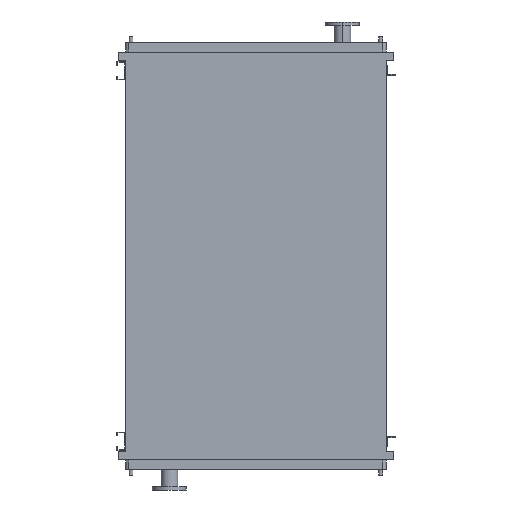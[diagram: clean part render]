
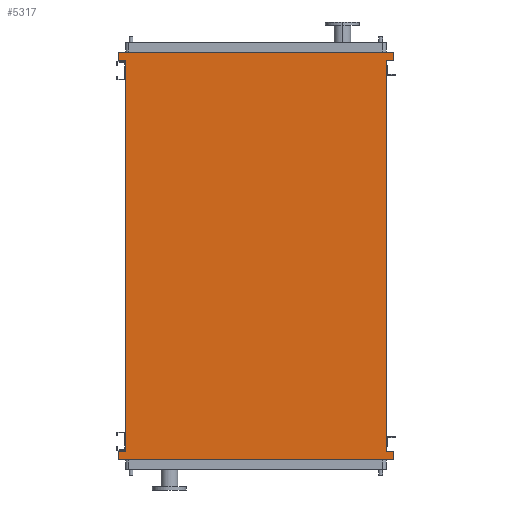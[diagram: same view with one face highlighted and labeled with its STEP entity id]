
A CAD part, front view. The second image highlights one B-rep face of the part: STEP entity #5317.
In plain terms, the highlighted planar face has unit normal (0, -1, 0).
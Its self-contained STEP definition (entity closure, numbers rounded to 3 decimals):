
#81 = ORIENTED_EDGE ( 'NONE', *, *, #8832, .F. ) ;
#116 = EDGE_CURVE ( 'NONE', #317, #6750, #6287, .T. ) ;
#275 = PLANE ( 'NONE',  #10201 ) ;
#317 = VERTEX_POINT ( 'NONE', #9407 ) ;
#364 = LINE ( 'NONE', #8048, #886 ) ;
#401 = CARTESIAN_POINT ( 'NONE',  ( -891., 0., -2493. ) ) ;
#487 = VECTOR ( 'NONE', #8983, 1000. ) ;
#602 = ORIENTED_EDGE ( 'NONE', *, *, #6807, .F. ) ;
#886 = VECTOR ( 'NONE', #7815, 1000. ) ;
#894 = CARTESIAN_POINT ( 'NONE',  ( 891., 0., -2545. ) ) ;
#1065 = LINE ( 'NONE', #5985, #3230 ) ;
#1120 = ORIENTED_EDGE ( 'NONE', *, *, #6884, .T. ) ;
#1180 = CARTESIAN_POINT ( 'NONE',  ( 891., 0., 95. ) ) ;
#1327 = CARTESIAN_POINT ( 'NONE',  ( 845., 0., -2493. ) ) ;
#1442 = LINE ( 'NONE', #7755, #4464 ) ;
#1559 = EDGE_CURVE ( 'NONE', #10598, #8750, #8813, .T. ) ;
#1725 = DIRECTION ( 'NONE',  ( -1., 0., 0. ) ) ;
#2007 = ORIENTED_EDGE ( 'NONE', *, *, #11044, .F. ) ;
#2026 = VECTOR ( 'NONE', #10848, 1000. ) ;
#2080 = DIRECTION ( 'NONE',  ( 0., 0., -1. ) ) ;
#2082 = VECTOR ( 'NONE', #2080, 1000. ) ;
#2230 = LINE ( 'NONE', #8873, #487 ) ;
#2406 = DIRECTION ( 'NONE',  ( 0., 0., -1. ) ) ;
#2736 = VECTOR ( 'NONE', #3196, 1000. ) ;
#3097 = CARTESIAN_POINT ( 'NONE',  ( 891., 0., -2545. ) ) ;
#3196 = DIRECTION ( 'NONE',  ( 0., 0., 1. ) ) ;
#3230 = VECTOR ( 'NONE', #1725, 1000. ) ;
#3280 = ORIENTED_EDGE ( 'NONE', *, *, #10964, .F. ) ;
#3301 = EDGE_LOOP ( 'NONE', ( #1120, #9906, #9606, #81, #6454, #602, #3280, #8970, #2007, #7251, #10456, #4883 ) ) ;
#3397 = VECTOR ( 'NONE', #8281, 1000. ) ;
#3495 = DIRECTION ( 'NONE',  ( -1., 0., 0. ) ) ;
#3859 = CARTESIAN_POINT ( 'NONE',  ( 891., 0., 43. ) ) ;
#3943 = CARTESIAN_POINT ( 'NONE',  ( -891., 0., -2493. ) ) ;
#4081 = LINE ( 'NONE', #9197, #6805 ) ;
#4201 = EDGE_CURVE ( 'NONE', #10046, #7618, #2230, .T. ) ;
#4464 = VECTOR ( 'NONE', #3495, 1000. ) ;
#4534 = FACE_OUTER_BOUND ( 'NONE', #3301, .T. ) ;
#4535 = CARTESIAN_POINT ( 'NONE',  ( -891., 0., -2545. ) ) ;
#4860 = CARTESIAN_POINT ( 'NONE',  ( -891., 0., 95. ) ) ;
#4883 = ORIENTED_EDGE ( 'NONE', *, *, #4201, .F. ) ;
#5200 = DIRECTION ( 'NONE',  ( 0., -1., 0. ) ) ;
#5317 = ADVANCED_FACE ( 'NONE', ( #4534 ), #275, .T. ) ;
#5540 = LINE ( 'NONE', #401, #8801 ) ;
#5685 = CARTESIAN_POINT ( 'NONE',  ( -891., 0., 95. ) ) ;
#5737 = VERTEX_POINT ( 'NONE', #3943 ) ;
#5742 = LINE ( 'NONE', #5685, #3397 ) ;
#5881 = CARTESIAN_POINT ( 'NONE',  ( -891., 0., -2545. ) ) ;
#5985 = CARTESIAN_POINT ( 'NONE',  ( 845., 0., 43. ) ) ;
#6032 = CARTESIAN_POINT ( 'NONE',  ( -891., 0., 43. ) ) ;
#6287 = LINE ( 'NONE', #3859, #2082 ) ;
#6454 = ORIENTED_EDGE ( 'NONE', *, *, #7649, .F. ) ;
#6469 = EDGE_CURVE ( 'NONE', #7618, #10598, #4081, .T. ) ;
#6553 = VECTOR ( 'NONE', #10395, 1000. ) ;
#6560 = EDGE_CURVE ( 'NONE', #6750, #7879, #1065, .T. ) ;
#6668 = CARTESIAN_POINT ( 'NONE',  ( -845., 0., -2450. ) ) ;
#6750 = VERTEX_POINT ( 'NONE', #9714 ) ;
#6805 = VECTOR ( 'NONE', #2406, 1000. ) ;
#6807 = EDGE_CURVE ( 'NONE', #8589, #7066, #1442, .T. ) ;
#6818 = VERTEX_POINT ( 'NONE', #4860 ) ;
#6884 = EDGE_CURVE ( 'NONE', #10046, #7879, #364, .T. ) ;
#7066 = VERTEX_POINT ( 'NONE', #6032 ) ;
#7221 = CARTESIAN_POINT ( 'NONE',  ( 891., 0., -2493. ) ) ;
#7251 = ORIENTED_EDGE ( 'NONE', *, *, #1559, .F. ) ;
#7427 = DIRECTION ( 'NONE',  ( 1., 0., 0. ) ) ;
#7618 = VERTEX_POINT ( 'NONE', #7221 ) ;
#7649 = EDGE_CURVE ( 'NONE', #7066, #6818, #5742, .T. ) ;
#7755 = CARTESIAN_POINT ( 'NONE',  ( -891., 0., 43. ) ) ;
#7815 = DIRECTION ( 'NONE',  ( 0., 0., 1. ) ) ;
#7879 = VERTEX_POINT ( 'NONE', #11109 ) ;
#8048 = CARTESIAN_POINT ( 'NONE',  ( 845., 0., -2450. ) ) ;
#8248 = LINE ( 'NONE', #6668, #2026 ) ;
#8281 = DIRECTION ( 'NONE',  ( 0., 0., 1. ) ) ;
#8528 = EDGE_CURVE ( 'NONE', #5737, #9763, #5540, .T. ) ;
#8589 = VERTEX_POINT ( 'NONE', #10582 ) ;
#8750 = VERTEX_POINT ( 'NONE', #4535 ) ;
#8801 = VECTOR ( 'NONE', #10686, 1000. ) ;
#8813 = LINE ( 'NONE', #894, #6553 ) ;
#8832 = EDGE_CURVE ( 'NONE', #6818, #317, #9824, .T. ) ;
#8873 = CARTESIAN_POINT ( 'NONE',  ( 845., 0., -2493. ) ) ;
#8970 = ORIENTED_EDGE ( 'NONE', *, *, #8528, .F. ) ;
#8983 = DIRECTION ( 'NONE',  ( 1., 0., 0. ) ) ;
#9197 = CARTESIAN_POINT ( 'NONE',  ( 891., 0., -2493. ) ) ;
#9407 = CARTESIAN_POINT ( 'NONE',  ( 891., 0., 95. ) ) ;
#9429 = CARTESIAN_POINT ( 'NONE',  ( -845., 0., -2493. ) ) ;
#9475 = CARTESIAN_POINT ( 'NONE',  ( -845., 0., -2450. ) ) ;
#9539 = DIRECTION ( 'NONE',  ( 0., 0., -1. ) ) ;
#9606 = ORIENTED_EDGE ( 'NONE', *, *, #116, .F. ) ;
#9714 = CARTESIAN_POINT ( 'NONE',  ( 891., 0., 43. ) ) ;
#9763 = VERTEX_POINT ( 'NONE', #9429 ) ;
#9824 = LINE ( 'NONE', #1180, #10782 ) ;
#9906 = ORIENTED_EDGE ( 'NONE', *, *, #6560, .F. ) ;
#10046 = VERTEX_POINT ( 'NONE', #1327 ) ;
#10201 = AXIS2_PLACEMENT_3D ( 'NONE', #9475, #5200, #9539 ) ;
#10395 = DIRECTION ( 'NONE',  ( -1., 0., 0. ) ) ;
#10456 = ORIENTED_EDGE ( 'NONE', *, *, #6469, .F. ) ;
#10582 = CARTESIAN_POINT ( 'NONE',  ( -845., 0., 43. ) ) ;
#10598 = VERTEX_POINT ( 'NONE', #3097 ) ;
#10686 = DIRECTION ( 'NONE',  ( 1., 0., 0. ) ) ;
#10782 = VECTOR ( 'NONE', #7427, 1000. ) ;
#10848 = DIRECTION ( 'NONE',  ( 0., 0., 1. ) ) ;
#10907 = LINE ( 'NONE', #5881, #2736 ) ;
#10964 = EDGE_CURVE ( 'NONE', #9763, #8589, #8248, .T. ) ;
#11044 = EDGE_CURVE ( 'NONE', #8750, #5737, #10907, .T. ) ;
#11109 = CARTESIAN_POINT ( 'NONE',  ( 845., 0., 43. ) ) ;
